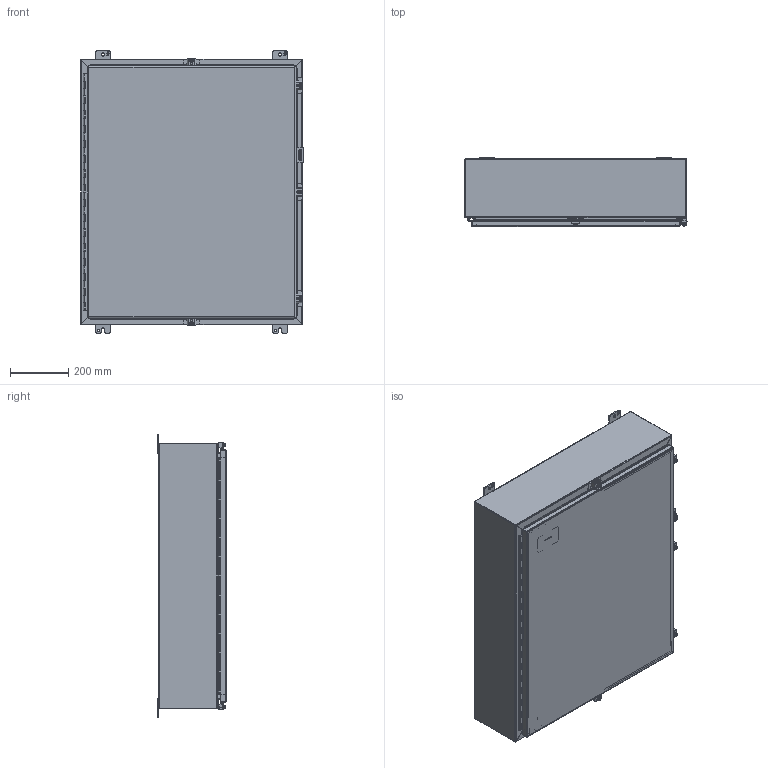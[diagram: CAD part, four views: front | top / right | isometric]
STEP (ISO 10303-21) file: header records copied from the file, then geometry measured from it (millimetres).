
FILE_DESCRIPTION (( 'STEP AP203' ), '1' );
FILE_NAME ('1418N4ALM8_Default.step', '2019-10-31T20:50:59', ( 'ADC123' ), ( 'Microsoft' ), 'SwSTEP 2.0', 'SolidWorks 2019', '' );
FILE_SCHEMA (( 'CONFIG_CONTROL_DESIGN' ));
Products named in the file (1): 1418N4ALM8_Default
Bounding box: 765.2 x 239.71 x 971.55 mm (x, y, z)
Volume: 7235997.4 mm3; surface area: 6513088.6 mm2
Topology: 54 solids, 55 shells, 2123 faces, 5648 edges, 3696 vertices
Faces by surface type: plane 1254, cylinder 737, bspline 88, cone 44
Entity records: 73083 total; most frequent: CARTESIAN_POINT 19332, ORIENTED_EDGE 11284, DIRECTION 11014, EDGE_CURVE 5642, LINE 3946, VECTOR 3946, VERTEX_POINT 3696, AXIS2_PLACEMENT_3D 3534
